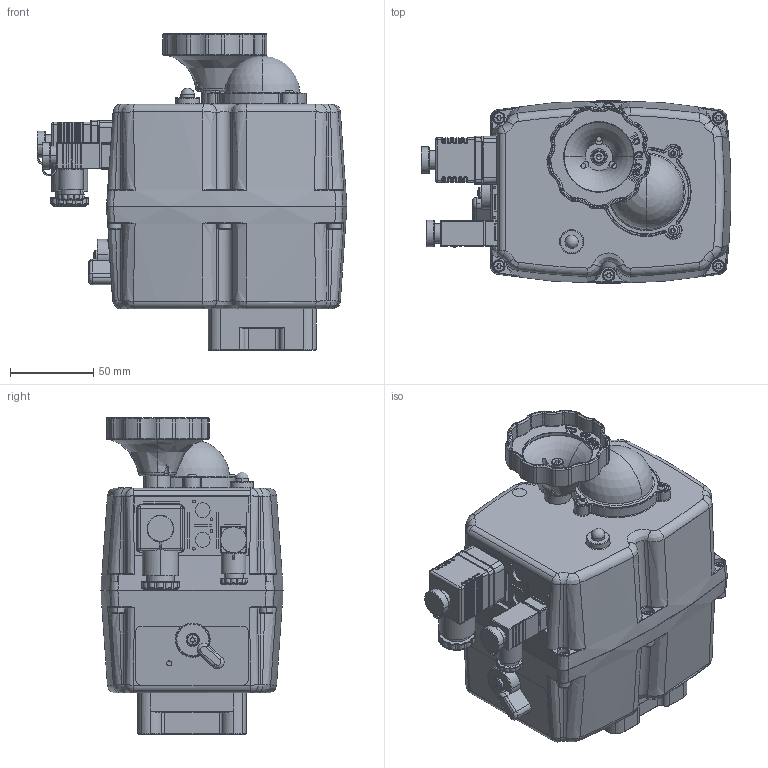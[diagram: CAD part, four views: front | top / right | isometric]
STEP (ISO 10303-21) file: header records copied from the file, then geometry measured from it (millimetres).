
FILE_DESCRIPTION(('HOOPS Exchange Step'),'2;1');
FILE_NAME('AN01_S55.stp','2025-03-05T09:42:15+01:00',('nieru'),('Unknown organisation'),'HOOPS Exchange 2024.2','HOOPS Exchange','Unknown authorisation');
FILE_SCHEMA( ('AP203_CONFIGURATION_CONTROLLED_3D_DESIGN_OF_MECHANICAL_PARTS_AND_ASSEMBLIES_MIM_LF') );
Length unit declared in the file: millimetre
Products named in the file (2): 0; root
Assembly tree (1 placements, depth 2):
  root
    0
Bounding box: 186.19 x 109.99 x 190.45 mm (x, y, z)
Volume: 1732967.2 mm3; surface area: 231798.8 mm2
Topology: 42 solids, 42 shells, 3104 faces, 7715 edges, 4691 vertices
Faces by surface type: cylinder 1087, plane 652, bspline 639, torus 596, cone 85, sphere 45
Full cylindrical faces by diameter (mm): 2.204 x3, 7.825 x1, 11 x1, 11.516 x1, 14 x1, 14.894 x1, 16.5 x1, 30 x1, 36.194 x1, 39.9 x1, 45 x1
Entity records: 178286 total; most frequent: CARTESIAN_POINT 110643, ORIENTED_EDGE 15290, DIRECTION 12297, EDGE_CURVE 7645, AXIS2_PLACEMENT_3D 4966, VERTEX_POINT 4691, EDGE_LOOP 3268, FACE_BOUND 3268
